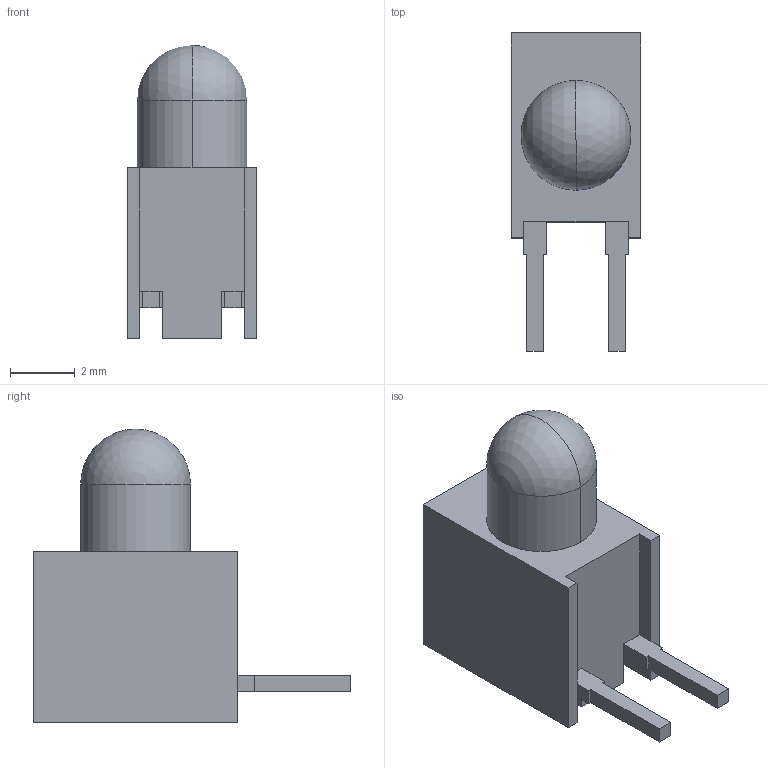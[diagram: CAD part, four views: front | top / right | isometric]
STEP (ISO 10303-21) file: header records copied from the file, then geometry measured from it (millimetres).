
FILE_DESCRIPTION (( 'STEP AP214' ), '1' );
FILE_NAME ('1384AD.STEP', '2008-08-28T20:30:55', ( '' ), ( '' ), 'SwSTEP 2.0', 'SolidWorks 2008', '' );
FILE_SCHEMA (( 'AUTOMOTIVE_DESIGN' ));
Length unit declared in the file: millimetre
Products named in the file (1): 1384AD
Bounding box: 4 x 9.85 x 9.1 mm (x, y, z)
Volume: 146.8 mm3; surface area: 246.5 mm2
Topology: 1 solids, 1 shells, 333 faces, 903 edges, 599 vertices
Faces by surface type: plane 211, bspline 116, cylinder 4, sphere 2
Entity records: 19489 total; most frequent: CARTESIAN_POINT 8218, ORIENTED_EDGE 1798, DIRECTION 1113, EDGE_CURVE 899, VECTOR 657, LINE 657, VERTEX_POINT 597, EDGE_LOOP 362
